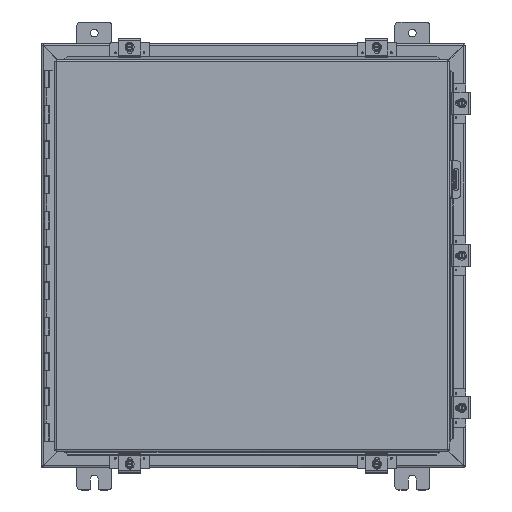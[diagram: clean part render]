
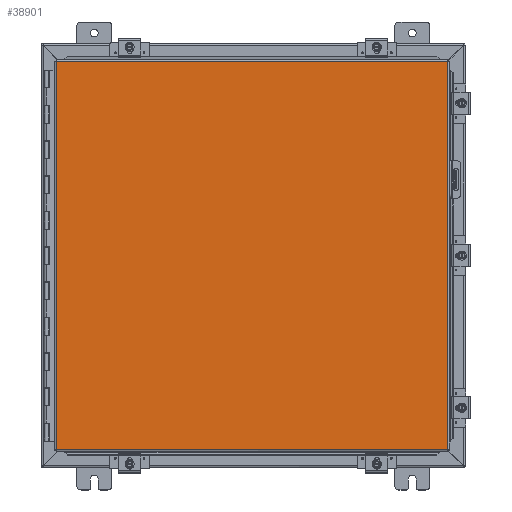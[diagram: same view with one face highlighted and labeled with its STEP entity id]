
A CAD part, top view. The second image highlights one B-rep face of the part: STEP entity #38901.
In plain terms, the highlighted face is planar.
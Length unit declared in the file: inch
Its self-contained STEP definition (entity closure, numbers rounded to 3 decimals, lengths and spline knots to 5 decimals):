
#1781 = ORIENTED_EDGE ( 'NONE', *, *, #21129, .T. ) ;
#1782 = CARTESIAN_POINT ( 'NONE',  ( -11.08225, 10.9885, 0. ) ) ;
#1865 = VECTOR ( 'NONE', #6138, 39.37008 ) ;
#3322 = CARTESIAN_POINT ( 'NONE',  ( 11.08225, 10.9885, 0. ) ) ;
#4236 = CARTESIAN_POINT ( 'NONE',  ( -11.08225, 10.9885, 0. ) ) ;
#4699 = VERTEX_POINT ( 'NONE', #4236 ) ;
#5010 = DIRECTION ( 'NONE',  ( 1., 0., 0. ) ) ;
#5394 = CARTESIAN_POINT ( 'NONE',  ( -11.08225, -10.9885, 0. ) ) ;
#5572 = EDGE_LOOP ( 'NONE', ( #33065, #38758, #7697, #1781 ) ) ;
#6138 = DIRECTION ( 'NONE',  ( -1., 0., 0. ) ) ;
#6424 = CARTESIAN_POINT ( 'NONE',  ( -11.08225, -10.9885, 0. ) ) ;
#7697 = ORIENTED_EDGE ( 'NONE', *, *, #31349, .T. ) ;
#8927 = LINE ( 'NONE', #6424, #16283 ) ;
#9313 = CARTESIAN_POINT ( 'NONE',  ( 11.08225, -10.9885, 0. ) ) ;
#10561 = CARTESIAN_POINT ( 'NONE',  ( 11.08225, 10.9885, 0. ) ) ;
#12770 = VERTEX_POINT ( 'NONE', #25181 ) ;
#13291 = VERTEX_POINT ( 'NONE', #3322 ) ;
#13369 = DIRECTION ( 'NONE',  ( 0., 0., 1. ) ) ;
#13499 = LINE ( 'NONE', #10561, #38286 ) ;
#16283 = VECTOR ( 'NONE', #31878, 39.37008 ) ;
#18777 = LINE ( 'NONE', #9313, #1865 ) ;
#19468 = VERTEX_POINT ( 'NONE', #5394 ) ;
#21129 = EDGE_CURVE ( 'NONE', #12770, #19468, #18777, .T. ) ;
#25181 = CARTESIAN_POINT ( 'NONE',  ( 11.08225, -10.9885, 0. ) ) ;
#28076 = EDGE_CURVE ( 'NONE', #19468, #4699, #8927, .T. ) ;
#28893 = VECTOR ( 'NONE', #5010, 39.37008 ) ;
#30897 = LINE ( 'NONE', #1782, #28893 ) ;
#31349 = EDGE_CURVE ( 'NONE', #13291, #12770, #13499, .T. ) ;
#31878 = DIRECTION ( 'NONE',  ( 0., 1., 0. ) ) ;
#32385 = EDGE_CURVE ( 'NONE', #4699, #13291, #30897, .T. ) ;
#32585 = CARTESIAN_POINT ( 'NONE',  ( 0., 0., 0. ) ) ;
#33065 = ORIENTED_EDGE ( 'NONE', *, *, #28076, .T. ) ;
#35038 = AXIS2_PLACEMENT_3D ( 'NONE', #32585, #13369, #35927 ) ;
#35779 = PLANE ( 'NONE',  #35038 ) ;
#35927 = DIRECTION ( 'NONE',  ( 1., 0., 0. ) ) ;
#36383 = DIRECTION ( 'NONE',  ( 0., -1., 0. ) ) ;
#37101 = FACE_OUTER_BOUND ( 'NONE', #5572, .T. ) ;
#38286 = VECTOR ( 'NONE', #36383, 39.37008 ) ;
#38758 = ORIENTED_EDGE ( 'NONE', *, *, #32385, .T. ) ;
#38901 = ADVANCED_FACE ( 'NONE', ( #37101 ), #35779, .F. ) ;
